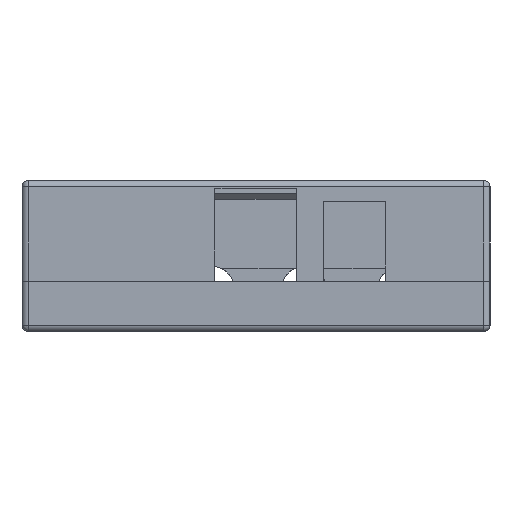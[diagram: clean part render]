
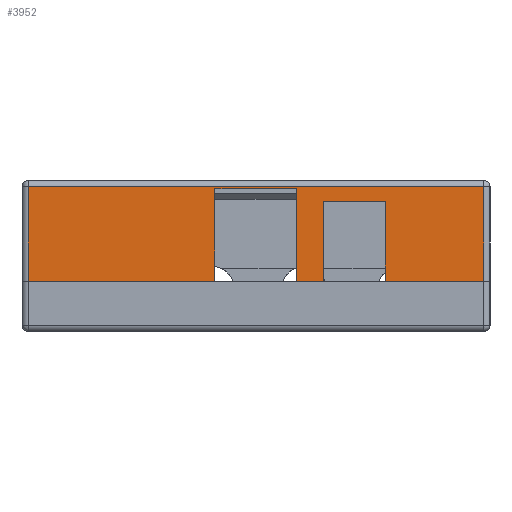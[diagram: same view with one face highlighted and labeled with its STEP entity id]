
A CAD part, left-side view. The second image highlights one B-rep face of the part: STEP entity #3952.
In plain terms, the highlighted planar face has unit normal (-1, 0, 0).
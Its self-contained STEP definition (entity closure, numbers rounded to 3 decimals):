
#172=PLANE('',#4302);
#359=FACE_OUTER_BOUND('',#618,.T.);
#618=EDGE_LOOP('',(#3353,#3354,#3355,#3356,#3357,#3358,#3359,#3360,#3361,
#3362,#3363,#3364));
#886=LINE('',#6196,#1275);
#893=LINE('',#6226,#1282);
#897=LINE('',#6232,#1286);
#906=LINE('',#6258,#1295);
#947=LINE('',#6352,#1336);
#953=LINE('',#6366,#1342);
#958=LINE('',#6376,#1347);
#960=LINE('',#6379,#1349);
#962=LINE('',#6384,#1351);
#964=LINE('',#6388,#1353);
#966=LINE('',#6392,#1355);
#974=LINE('',#6409,#1363);
#1275=VECTOR('',#5012,10.);
#1282=VECTOR('',#5045,10.);
#1286=VECTOR('',#5053,10.);
#1295=VECTOR('',#5078,10.);
#1336=VECTOR('',#5167,10.);
#1342=VECTOR('',#5183,10.);
#1347=VECTOR('',#5190,10.);
#1349=VECTOR('',#5194,10.);
#1351=VECTOR('',#5200,10.);
#1353=VECTOR('',#5204,10.);
#1355=VECTOR('',#5208,10.);
#1363=VECTOR('',#5230,10.);
#1851=VERTEX_POINT('',#6189);
#1853=VERTEX_POINT('',#6194);
#1859=VERTEX_POINT('',#6215);
#1862=VERTEX_POINT('',#6222);
#1872=VERTEX_POINT('',#6257);
#1901=VERTEX_POINT('',#6350);
#1904=VERTEX_POINT('',#6364);
#1907=VERTEX_POINT('',#6373);
#1908=VERTEX_POINT('',#6375);
#1909=VERTEX_POINT('',#6383);
#1910=VERTEX_POINT('',#6387);
#1911=VERTEX_POINT('',#6391);
#2306=EDGE_CURVE('',#1853,#1851,#886,.T.);
#2321=EDGE_CURVE('',#1859,#1862,#893,.T.);
#2325=EDGE_CURVE('',#1851,#1859,#897,.T.);
#2338=EDGE_CURVE('',#1862,#1872,#906,.T.);
#2387=EDGE_CURVE('',#1901,#1853,#947,.T.);
#2393=EDGE_CURVE('',#1901,#1904,#953,.T.);
#2398=EDGE_CURVE('',#1908,#1907,#958,.T.);
#2400=EDGE_CURVE('',#1904,#1908,#960,.T.);
#2402=EDGE_CURVE('',#1909,#1872,#962,.T.);
#2404=EDGE_CURVE('',#1910,#1909,#964,.T.);
#2406=EDGE_CURVE('',#1911,#1910,#966,.T.);
#2414=EDGE_CURVE('',#1911,#1907,#974,.T.);
#3353=ORIENTED_EDGE('',*,*,#2306,.F.);
#3354=ORIENTED_EDGE('',*,*,#2387,.F.);
#3355=ORIENTED_EDGE('',*,*,#2393,.T.);
#3356=ORIENTED_EDGE('',*,*,#2400,.T.);
#3357=ORIENTED_EDGE('',*,*,#2398,.T.);
#3358=ORIENTED_EDGE('',*,*,#2414,.F.);
#3359=ORIENTED_EDGE('',*,*,#2406,.T.);
#3360=ORIENTED_EDGE('',*,*,#2404,.T.);
#3361=ORIENTED_EDGE('',*,*,#2402,.T.);
#3362=ORIENTED_EDGE('',*,*,#2338,.F.);
#3363=ORIENTED_EDGE('',*,*,#2321,.F.);
#3364=ORIENTED_EDGE('',*,*,#2325,.F.);
#3952=ADVANCED_FACE('',(#359),#172,.T.);
#4302=AXIS2_PLACEMENT_3D('',#6410,#5231,#5232);
#5012=DIRECTION('',(0.,0.,1.));
#5045=DIRECTION('',(0.,0.,-1.));
#5053=DIRECTION('',(0.,-1.,0.));
#5078=DIRECTION('',(0.,1.,0.));
#5167=DIRECTION('',(0.,1.,0.));
#5183=DIRECTION('',(0.,0.,1.));
#5190=DIRECTION('',(0.,0.,-1.));
#5194=DIRECTION('',(0.,-1.,0.));
#5200=DIRECTION('',(0.,0.,-1.));
#5204=DIRECTION('',(0.,-1.,0.));
#5208=DIRECTION('',(0.,0.,1.));
#5230=DIRECTION('',(0.,1.,0.));
#5231=DIRECTION('center_axis',(-1.,0.,0.));
#5232=DIRECTION('ref_axis',(0.,-1.,0.));
#6189=CARTESIAN_POINT('',(-3.9,67.9,23.));
#6194=CARTESIAN_POINT('',(-3.9,67.9,8.));
#6196=CARTESIAN_POINT('',(-3.9,67.9,0.));
#6215=CARTESIAN_POINT('',(-3.9,-4.4,23.));
#6222=CARTESIAN_POINT('',(-3.9,-4.4,8.));
#6226=CARTESIAN_POINT('',(-3.9,-4.4,0.));
#6232=CARTESIAN_POINT('',(-3.9,50.325,23.));
#6257=CARTESIAN_POINT('',(-3.9,11.209,8.));
#6258=CARTESIAN_POINT('',(-3.9,50.325,8.));
#6350=CARTESIAN_POINT('',(-3.9,38.27,8.));
#6352=CARTESIAN_POINT('',(-3.9,50.325,8.));
#6364=CARTESIAN_POINT('',(-3.9,38.27,22.7));
#6366=CARTESIAN_POINT('',(-3.9,38.27,4.));
#6373=CARTESIAN_POINT('',(-3.9,25.27,8.));
#6375=CARTESIAN_POINT('',(-3.9,25.27,22.7));
#6376=CARTESIAN_POINT('',(-3.9,25.27,4.));
#6379=CARTESIAN_POINT('',(-3.9,50.335,22.7));
#6383=CARTESIAN_POINT('',(-3.9,11.209,20.7));
#6384=CARTESIAN_POINT('',(-3.9,11.209,4.));
#6387=CARTESIAN_POINT('',(-3.9,21.099,20.7));
#6388=CARTESIAN_POINT('',(-3.9,42.527,20.7));
#6391=CARTESIAN_POINT('',(-3.9,21.099,8.));
#6392=CARTESIAN_POINT('',(-3.9,21.099,4.));
#6409=CARTESIAN_POINT('',(-3.9,50.325,8.));
#6410=CARTESIAN_POINT('Origin',(-3.9,68.9,0.));
